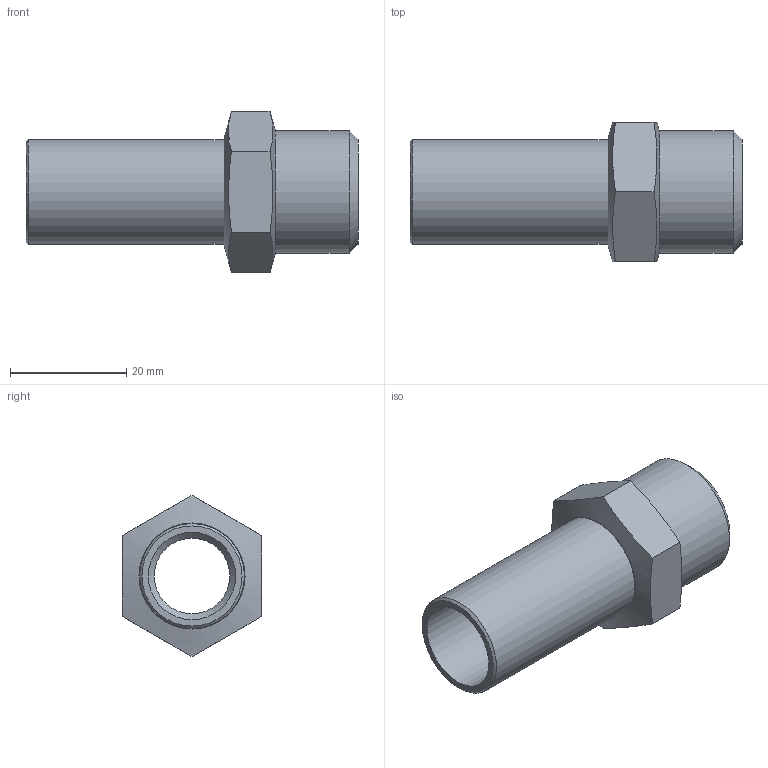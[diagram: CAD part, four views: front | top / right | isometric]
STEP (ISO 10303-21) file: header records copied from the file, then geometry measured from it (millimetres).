
FILE_DESCRIPTION(/* description */ (''),/* implementation_level */ '2;1');
FILE_NAME(/* name */ '31933.stp',/* time_stamp */ '2014-04-01T20:18:03+02:00',/* author */ ('bruh'),/* organization */ (''),/* preprocessor_version */ 'ST-DEVELOPER v15.2',/* originating_system */ 'Autodesk Inventor 2014',/* authorisation */ '');
FILE_SCHEMA (('AUTOMOTIVE_DESIGN { 1 0 10303 214 3 1 1 }'));
Length unit declared in the file: millimetre
Products named in the file (1): 31933
Bounding box: 57 x 24 x 27.71 mm (x, y, z)
Volume: 8347.9 mm3; surface area: 6690.6 mm2
Topology: 1 solids, 1 shells, 18 faces, 38 edges, 23 vertices
Faces by surface type: plane 9, cone 5, cylinder 4
Full cylindrical faces by diameter (mm): 13 x1, 15 x1, 18 x1, 20.955 x1
Entity records: 445 total; most frequent: CARTESIAN_POINT 95, DIRECTION 66, ORIENTED_EDGE 58, EDGE_LOOP 30, AXIS2_PLACEMENT_3D 30, EDGE_CURVE 29, VERTEX_POINT 23, ADVANCED_FACE 18
